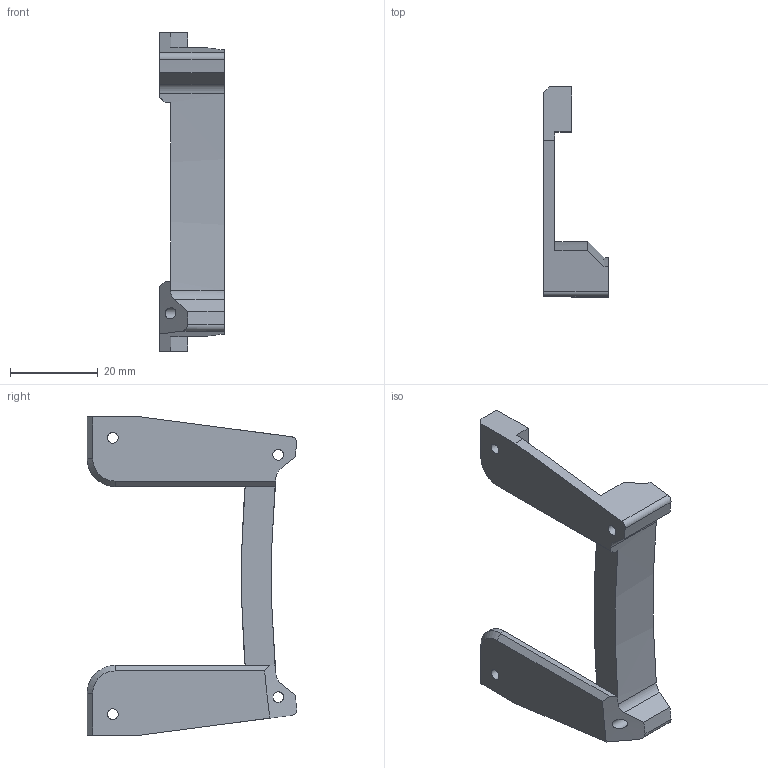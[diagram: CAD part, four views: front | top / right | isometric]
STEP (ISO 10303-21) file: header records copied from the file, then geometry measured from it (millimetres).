
FILE_DESCRIPTION(/* description */ (''),/* implementation_level */ '2;1');
FILE_NAME(/* name */ '51016 NP2 ARC SLIDER COVER Rev -.stp',/* time_stamp */ '2022-08-13T15:32:24-04:00',/* author */ ('jonba'),/* organization */ (''),/* preprocessor_version */ 'ST-DEVELOPER v18.1',/* originating_system */ 'Autodesk Inventor 2022',/* authorisation */ '');
FILE_SCHEMA (('AUTOMOTIVE_DESIGN { 1 0 10303 214 3 1 1 }'));
Length unit declared in the file: inch
Products named in the file (1): 51016
Bounding box: 14.73 x 47.69 x 72.39 mm (x, y, z)
Volume: 8837.4 mm3; surface area: 5808.7 mm2
Topology: 1 solids, 1 shells, 49 faces, 136 edges, 89 vertices
Faces by surface type: plane 26, cylinder 19, cone 4
Full cylindrical faces by diameter (mm): 2.459 x4
Entity records: 1682 total; most frequent: CARTESIAN_POINT 342, ORIENTED_EDGE 272, DIRECTION 272, EDGE_CURVE 136, AXIS2_PLACEMENT_3D 93, VERTEX_POINT 89, LINE 86, VECTOR 86
